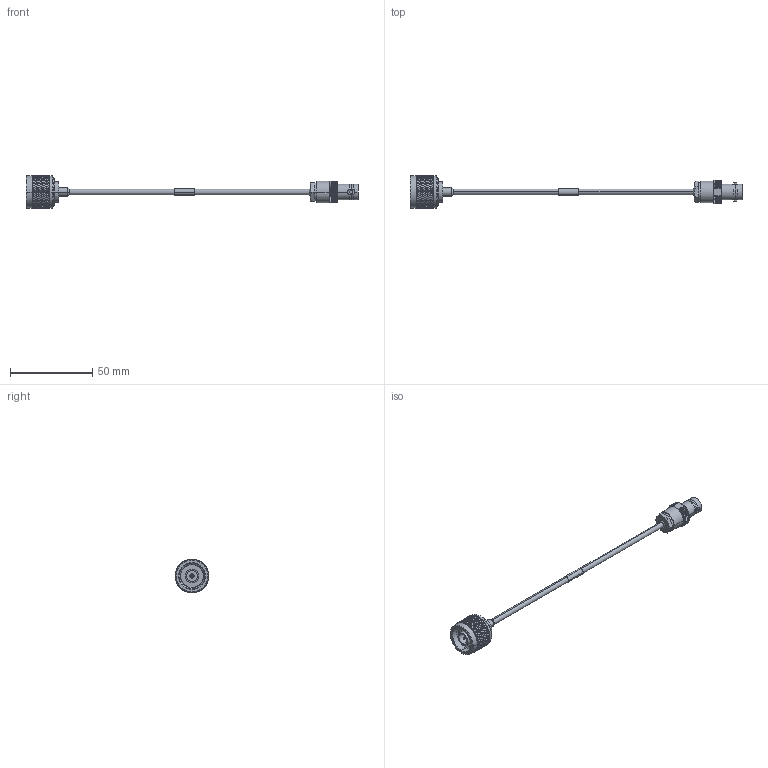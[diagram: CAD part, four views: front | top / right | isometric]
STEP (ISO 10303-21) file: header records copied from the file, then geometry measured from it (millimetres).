
FILE_DESCRIPTION (( 'STEP AP214' ), '1' );
FILE_NAME ('LCCA30437.step', '2020-05-01T19:56:29', ( '' ), ( '' ), 'SwSTEP 2.0', 'SolidWorks 2018', '' );
FILE_SCHEMA (( 'AUTOMOTIVE_DESIGN' ));
Length unit declared in the file: inch
Products named in the file (7): LCCN3040; LCCN3051; LC141TB (141 FORMABLE); solder plug right^LCCA30437; solder plug left^LCCA30437; LCCA30437; 1AW01-003_.152 ID
Assembly tree (6 placements, depth 2):
  LCCA30437
    LC141TB (141 FORMABLE)
    LCCN3051
    solder plug left^LCCA30437
    1AW01-003_.152 ID
    LCCN3040
    solder plug right^LCCA30437
Bounding box: 201.68 x 20.32 x 20.32 mm (x, y, z)
Volume: 8115.1 mm3; surface area: 7263.5 mm2
Topology: 7 solids, 7 shells, 2703 faces, 5796 edges, 3119 vertices
Faces by surface type: bspline 1795, cylinder 568, plane 182, cone 148, torus 6, sphere 4
Entity records: 101477 total; most frequent: CARTESIAN_POINT 63059, ORIENTED_EDGE 11592, EDGE_CURVE 5796, DIRECTION 3305, VERTEX_POINT 3119, EDGE_LOOP 2721, ADVANCED_FACE 2703, FACE_OUTER_BOUND 2703
